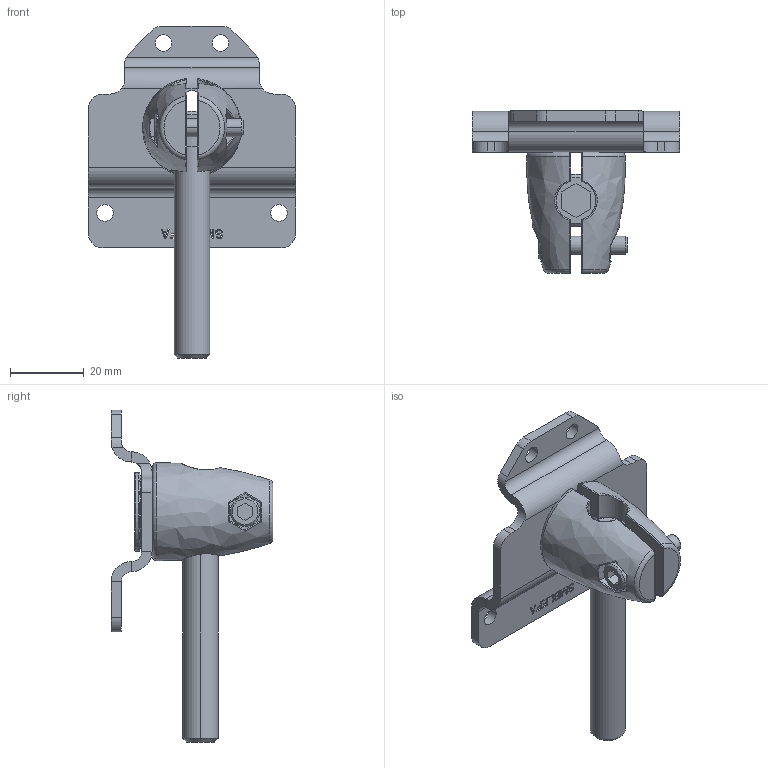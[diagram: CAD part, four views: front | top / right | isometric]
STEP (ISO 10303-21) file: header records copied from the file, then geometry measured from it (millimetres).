
FILE_DESCRIPTION((''),'2;1');
FILE_NAME('176148_ASM','2015-06-04T',('pdmadmin'),(''),'PRO/ENGINEER BY PARAMETRIC TECHNOLOGY CORPORATION, 2013230','PRO/ENGINEER BY PARAMETRIC TECHNOLOGY CORPORATION, 2013230','');
FILE_SCHEMA(('CONFIG_CONTROL_DESIGN'));
Products named in the file (7): 172163; 121702; 3_8X2_1_4_HEX_SHCS; 10X3_4_HEX_SHCS; HEX_NUT_10-24; 172163_ASSY_ASM; 176148_ASM
Assembly tree (7 placements, depth 3):
  176148_ASM
    172163_ASSY_ASM
      172163
      121702  x2
      3_8X2_1_4_HEX_SHCS
      10X3_4_HEX_SHCS
      HEX_NUT_10-24
Bounding box: 56 x 43.77 x 89.73 mm (x, y, z)
Volume: 24746.8 mm3; surface area: 16005.5 mm2
Topology: 9 solids, 9 shells, 439 faces, 1101 edges, 686 vertices
Faces by surface type: plane 233, cylinder 92, bspline 62, torus 24, sphere 20, cone 8
Entity records: 12199 total; most frequent: CARTESIAN_POINT 3697, ORIENTED_EDGE 1782, DIRECTION 1653, EDGE_CURVE 891, VECTOR 623, LINE 623, VERTEX_POINT 566, AXIS2_PLACEMENT_3D 515
